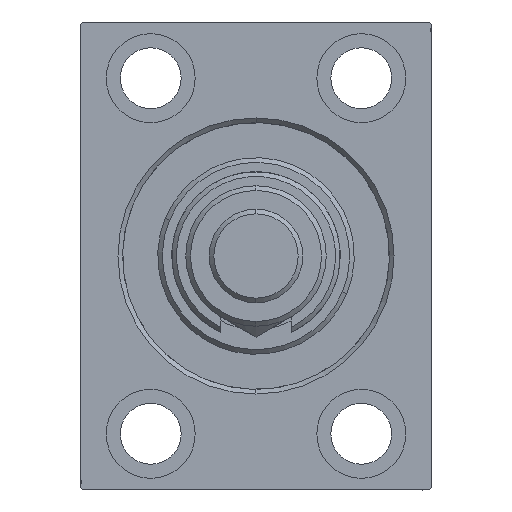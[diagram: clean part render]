
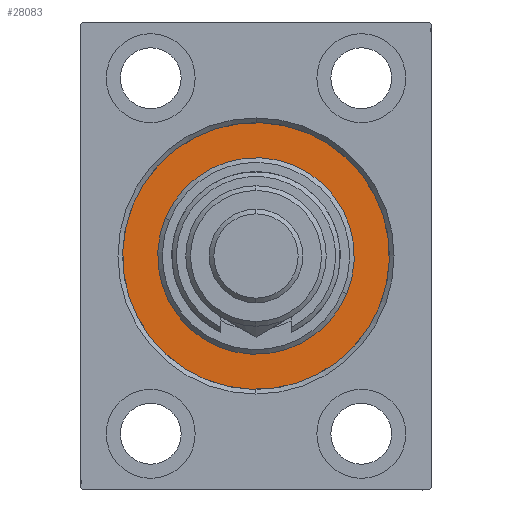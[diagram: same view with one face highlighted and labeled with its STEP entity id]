
A CAD part, left-side view. The second image highlights one B-rep face of the part: STEP entity #28083.
In plain terms, the highlighted face is planar.
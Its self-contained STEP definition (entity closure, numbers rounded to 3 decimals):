
#238 = DIRECTION ( 'NONE',  ( -1., 0., 0. ) ) ;
#1820 = DIRECTION ( 'NONE',  ( 0., 0., 1. ) ) ;
#2597 = CIRCLE ( 'NONE', #25921, 28.5 ) ;
#3167 = CARTESIAN_POINT ( 'NONE',  ( 0., 0., 21. ) ) ;
#5203 = EDGE_CURVE ( 'NONE', #38433, #5282, #12625, .T. ) ;
#5282 = VERTEX_POINT ( 'NONE', #19073 ) ;
#6207 = CARTESIAN_POINT ( 'NONE',  ( 0., 0., 0. ) ) ;
#6487 = AXIS2_PLACEMENT_3D ( 'NONE', #6207, #42296, #24359 ) ;
#6696 = CIRCLE ( 'NONE', #19514, 21. ) ;
#9818 = ORIENTED_EDGE ( 'NONE', *, *, #18063, .F. ) ;
#9919 = VERTEX_POINT ( 'NONE', #3167 ) ;
#12575 = ORIENTED_EDGE ( 'NONE', *, *, #27410, .F. ) ;
#12625 = CIRCLE ( 'NONE', #35995, 28.5 ) ;
#13930 = DIRECTION ( 'NONE',  ( 0., 0., 1. ) ) ;
#14476 = ORIENTED_EDGE ( 'NONE', *, *, #5203, .F. ) ;
#14724 = DIRECTION ( 'NONE',  ( 0., 0., -1. ) ) ;
#15527 = EDGE_LOOP ( 'NONE', ( #14476, #9818 ) ) ;
#16360 = FACE_OUTER_BOUND ( 'NONE', #15527, .T. ) ;
#16663 = VERTEX_POINT ( 'NONE', #19276 ) ;
#16937 = DIRECTION ( 'NONE',  ( 1., 0., 0. ) ) ;
#18063 = EDGE_CURVE ( 'NONE', #5282, #38433, #2597, .T. ) ;
#19073 = CARTESIAN_POINT ( 'NONE',  ( 0., 0., 28.5 ) ) ;
#19276 = CARTESIAN_POINT ( 'NONE',  ( 0., 0., -21. ) ) ;
#19514 = AXIS2_PLACEMENT_3D ( 'NONE', #43258, #16937, #14724 ) ;
#19983 = DIRECTION ( 'NONE',  ( -1., 0., 0. ) ) ;
#20939 = DIRECTION ( 'NONE',  ( 1., 0., 0. ) ) ;
#24007 = CARTESIAN_POINT ( 'NONE',  ( 0., 0., 0. ) ) ;
#24359 = DIRECTION ( 'NONE',  ( 0., 0., 1. ) ) ;
#25333 = AXIS2_PLACEMENT_3D ( 'NONE', #24007, #20939, #27769 ) ;
#25921 = AXIS2_PLACEMENT_3D ( 'NONE', #32314, #238, #13930 ) ;
#27410 = EDGE_CURVE ( 'NONE', #16663, #9919, #45688, .T. ) ;
#27653 = FACE_BOUND ( 'NONE', #44730, .T. ) ;
#27769 = DIRECTION ( 'NONE',  ( 0., 0., -1. ) ) ;
#28083 = ADVANCED_FACE ( 'NONE', ( #27653, #16360 ), #38519, .F. ) ;
#29904 = CARTESIAN_POINT ( 'NONE',  ( 0., 0., -28.5 ) ) ;
#32314 = CARTESIAN_POINT ( 'NONE',  ( 0., 0., 0. ) ) ;
#35326 = EDGE_CURVE ( 'NONE', #9919, #16663, #6696, .T. ) ;
#35995 = AXIS2_PLACEMENT_3D ( 'NONE', #44079, #19983, #1820 ) ;
#38433 = VERTEX_POINT ( 'NONE', #29904 ) ;
#38519 = PLANE ( 'NONE',  #6487 ) ;
#39331 = ORIENTED_EDGE ( 'NONE', *, *, #35326, .F. ) ;
#42296 = DIRECTION ( 'NONE',  ( -1., 0., 0. ) ) ;
#43258 = CARTESIAN_POINT ( 'NONE',  ( 0., 0., 0. ) ) ;
#44079 = CARTESIAN_POINT ( 'NONE',  ( 0., 0., 0. ) ) ;
#44730 = EDGE_LOOP ( 'NONE', ( #39331, #12575 ) ) ;
#45688 = CIRCLE ( 'NONE', #25333, 21. ) ;
